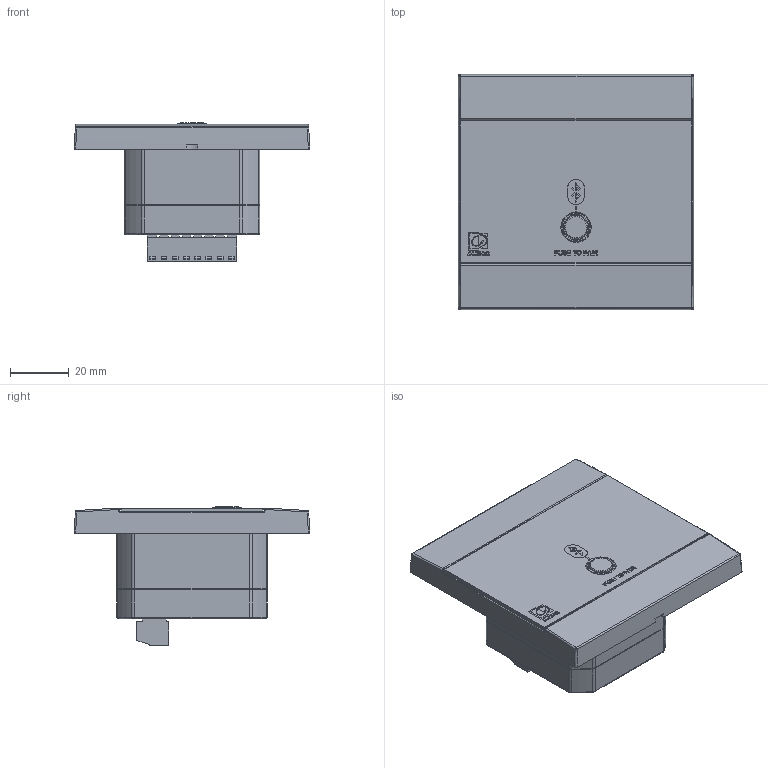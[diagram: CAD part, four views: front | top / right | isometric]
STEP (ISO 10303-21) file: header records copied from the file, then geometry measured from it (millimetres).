
FILE_DESCRIPTION(/* description */ (''),/* implementation_level */ '2;1');
FILE_NAME(/* name */ 'AUDAC - WP220.stp',/* time_stamp */ '2021-06-07T16:44:02+02:00',/* author */ ('kamiel'),/* organization */ (''),/* preprocessor_version */ 'ST-DEVELOPER v18.1',/* originating_system */ 'Autodesk Inventor 2021',/* authorisation */ '');
FILE_SCHEMA (('AUTOMOTIVE_DESIGN { 1 0 10303 214 3 1 1 }'));
Length unit declared in the file: millimetre
Products named in the file (1): AUDAC - WP220
Bounding box: 80 x 80 x 47.1 mm (x, y, z)
Volume: 120440.7 mm3; surface area: 34257.7 mm2
Topology: 2 solids, 14 shells, 1435 faces, 3755 edges, 2431 vertices
Faces by surface type: plane 986, cylinder 220, bspline 119, torus 53, cone 37, sphere 20
Full cylindrical faces by diameter (mm): 1.9 x16, 2 x8, 2.9 x16, 8.4 x1, 9.9 x1, 10.3 x2
Entity records: 48926 total; most frequent: CARTESIAN_POINT 12288, ORIENTED_EDGE 7510, DIRECTION 6813, EDGE_CURVE 3755, LINE 2723, VECTOR 2723, VERTEX_POINT 2431, AXIS2_PLACEMENT_3D 2045
